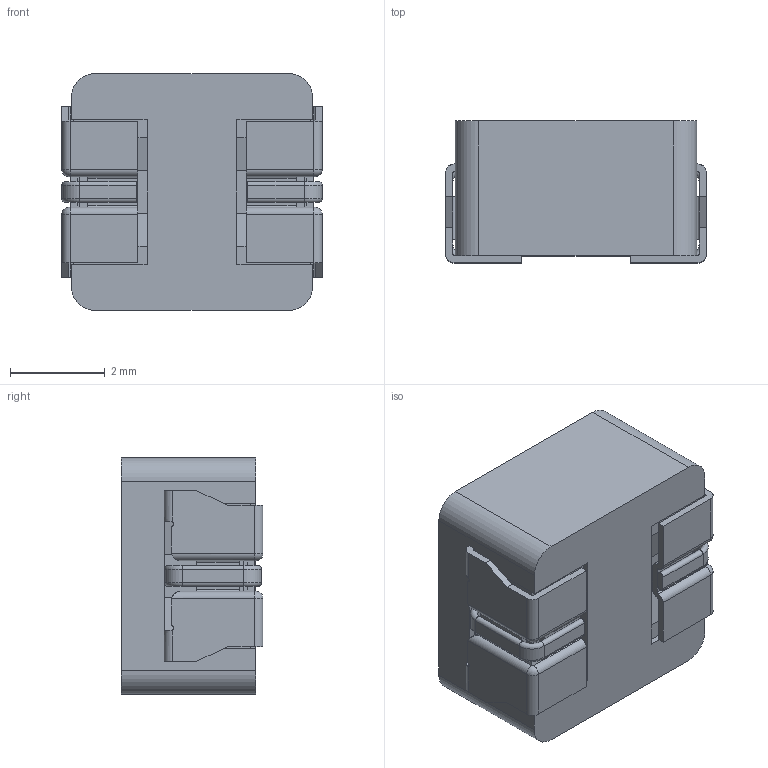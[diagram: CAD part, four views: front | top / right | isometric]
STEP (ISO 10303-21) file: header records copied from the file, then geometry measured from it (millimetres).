
FILE_DESCRIPTION (( 'STEP AP214' ), '1' );
FILE_NAME ('M0530M_2R2YFP_提出用.STEP', '2016-01-12T10:58:53', ( '' ), ( '' ), 'SwSTEP 2.0', 'SolidWorks 2014', '' );
FILE_SCHEMA (( 'AUTOMOTIVE_DESIGN' ));
Length unit declared in the file: millimetre
Products named in the file (2): M0530M_2R2YFP_提出用; M0530M_2R2YFP
Assembly tree (1 placements, depth 2):
  M0530M_2R2YFP_提出用
    M0530M_2R2YFP
Bounding box: 5.5 x 3 x 5 mm (x, y, z)
Volume: 72.3 mm3; surface area: 158.3 mm2
Topology: 1 solids, 1 shells, 202 faces, 546 edges, 336 vertices
Faces by surface type: plane 108, cylinder 82, torus 12
Entity records: 8646 total; most frequent: CARTESIAN_POINT 1192, DIRECTION 1102, ORIENTED_EDGE 1092, EDGE_CURVE 546, LINE 378, VECTOR 378, AXIS2_PLACEMENT_3D 362, VERTEX_POINT 336
